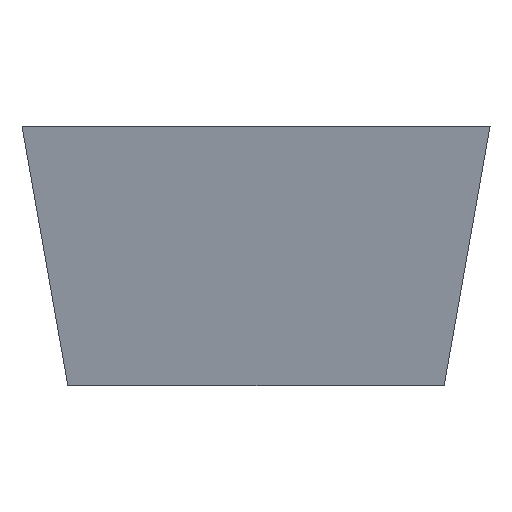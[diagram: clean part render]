
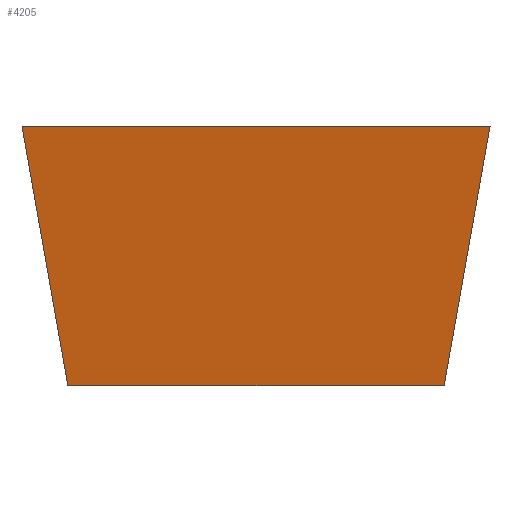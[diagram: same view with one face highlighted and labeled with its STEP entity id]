
A CAD part, left-side view. The second image highlights one B-rep face of the part: STEP entity #4205.
In plain terms, the highlighted planar face has unit normal (-0.985, 0, -0.174).
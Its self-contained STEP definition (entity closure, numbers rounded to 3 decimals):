
#307=FACE_OUTER_BOUND('',#532,.T.);
#532=EDGE_LOOP('',(#3757,#3758,#3759,#3760));
#1061=LINE('',#6776,#1595);
#1062=LINE('',#6778,#1596);
#1063=LINE('',#6780,#1597);
#1064=LINE('',#6781,#1598);
#1595=VECTOR('',#5570,10.);
#1596=VECTOR('',#5571,10.);
#1597=VECTOR('',#5572,10.);
#1598=VECTOR('',#5573,10.);
#1995=VERTEX_POINT('',#6774);
#1996=VERTEX_POINT('',#6775);
#1997=VERTEX_POINT('',#6777);
#1998=VERTEX_POINT('',#6779);
#2585=EDGE_CURVE('',#1995,#1996,#1061,.T.);
#2586=EDGE_CURVE('',#1995,#1997,#1062,.F.);
#2587=EDGE_CURVE('',#1998,#1997,#1063,.T.);
#2588=EDGE_CURVE('',#1996,#1998,#1064,.T.);
#3757=ORIENTED_EDGE('',*,*,#2585,.F.);
#3758=ORIENTED_EDGE('',*,*,#2586,.T.);
#3759=ORIENTED_EDGE('',*,*,#2587,.F.);
#3760=ORIENTED_EDGE('',*,*,#2588,.F.);
#3989=PLANE('',#4498);
#4205=ADVANCED_FACE('',(#307),#3989,.T.);
#4498=AXIS2_PLACEMENT_3D('',#6773,#5568,#5569);
#5568=DIRECTION('center_axis',(-0.985,0.,-0.174));
#5569=DIRECTION('ref_axis',(0.,-1.,0.));
#5570=DIRECTION('',(0.,1.,0.));
#5571=DIRECTION('',(0.171,0.171,-0.97));
#5572=DIRECTION('',(0.,-1.,0.));
#5573=DIRECTION('',(-0.171,0.171,0.97));
#6773=CARTESIAN_POINT('Origin',(-98.264,50.,0.152));
#6774=CARTESIAN_POINT('',(-98.237,33.763,0.));
#6775=CARTESIAN_POINT('',(-98.237,48.237,0.));
#6776=CARTESIAN_POINT('',(-98.237,45.5,0.));
#6777=CARTESIAN_POINT('',(-100.,32.,10.));
#6778=CARTESIAN_POINT('',(-98.051,33.949,-1.054));
#6779=CARTESIAN_POINT('',(-100.,50.,10.));
#6780=CARTESIAN_POINT('',(-100.,32.,10.));
#6781=CARTESIAN_POINT('',(-98.051,48.051,-1.054));
